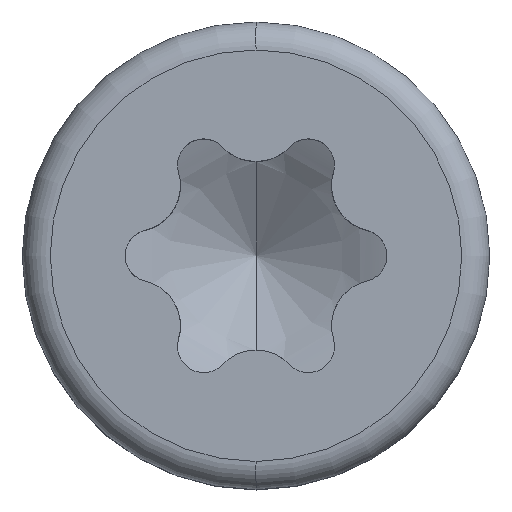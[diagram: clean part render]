
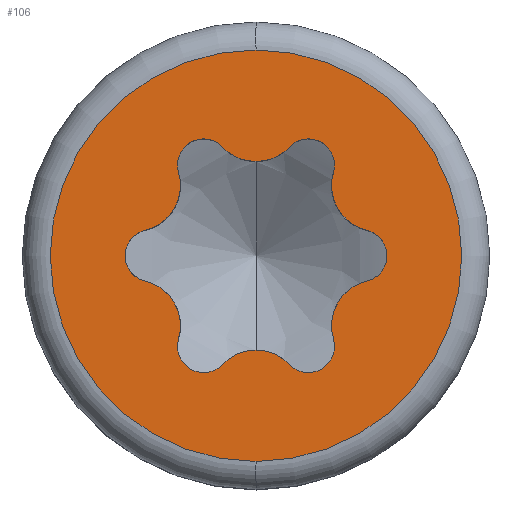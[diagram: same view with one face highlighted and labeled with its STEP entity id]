
A CAD part, top view. The second image highlights one B-rep face of the part: STEP entity #106.
In plain terms, the highlighted planar face has unit normal (0, 0, 1).
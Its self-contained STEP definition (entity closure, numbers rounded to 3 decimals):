
#106=ADVANCED_FACE('',(#209,#210),#211,.F.);
#209=FACE_OUTER_BOUND('',#306,.T.);
#210=FACE_BOUND('',#307,.T.);
#211=PLANE('',#308);
#306=EDGE_LOOP('',(#543,#544));
#307=EDGE_LOOP('',(#545,#546,#547,#548,#549,#550,#551,#552,#553,#554,#555,#556,#557,#558,#559,#560,#561,#562));
#308=AXIS2_PLACEMENT_3D('',#563,#564,#565);
#543=ORIENTED_EDGE('',*,*,#685,.F.);
#544=ORIENTED_EDGE('',*,*,#591,.F.);
#545=ORIENTED_EDGE('',*,*,#683,.F.);
#546=ORIENTED_EDGE('',*,*,#680,.F.);
#547=ORIENTED_EDGE('',*,*,#677,.T.);
#548=ORIENTED_EDGE('',*,*,#598,.T.);
#549=ORIENTED_EDGE('',*,*,#675,.F.);
#550=ORIENTED_EDGE('',*,*,#603,.F.);
#551=ORIENTED_EDGE('',*,*,#673,.T.);
#552=ORIENTED_EDGE('',*,*,#608,.T.);
#553=ORIENTED_EDGE('',*,*,#671,.F.);
#554=ORIENTED_EDGE('',*,*,#668,.T.);
#555=ORIENTED_EDGE('',*,*,#665,.F.);
#556=ORIENTED_EDGE('',*,*,#611,.F.);
#557=ORIENTED_EDGE('',*,*,#663,.F.);
#558=ORIENTED_EDGE('',*,*,#616,.F.);
#559=ORIENTED_EDGE('',*,*,#661,.F.);
#560=ORIENTED_EDGE('',*,*,#621,.F.);
#561=ORIENTED_EDGE('',*,*,#659,.F.);
#562=ORIENTED_EDGE('',*,*,#656,.F.);
#563=CARTESIAN_POINT('',(5.,5.0,16.0));
#564=DIRECTION('',(0.,0.,-1.0));
#565=DIRECTION('',(1.0,0.,0.0));
#591=EDGE_CURVE('',#699,#701,#702,.T.);
#598=EDGE_CURVE('',#707,#711,#713,.T.);
#603=EDGE_CURVE('',#720,#716,#722,.T.);
#608=EDGE_CURVE('',#725,#729,#731,.T.);
#611=EDGE_CURVE('',#733,#736,#737,.T.);
#616=EDGE_CURVE('',#742,#745,#746,.T.);
#621=EDGE_CURVE('',#751,#754,#755,.T.);
#656=EDGE_CURVE('',#804,#806,#807,.T.);
#659=EDGE_CURVE('',#806,#751,#810,.T.);
#661=EDGE_CURVE('',#754,#742,#812,.T.);
#663=EDGE_CURVE('',#745,#733,#814,.T.);
#665=EDGE_CURVE('',#736,#816,#817,.T.);
#668=EDGE_CURVE('',#820,#816,#821,.T.);
#671=EDGE_CURVE('',#820,#729,#824,.T.);
#673=EDGE_CURVE('',#720,#725,#826,.T.);
#675=EDGE_CURVE('',#716,#711,#828,.T.);
#677=EDGE_CURVE('',#830,#707,#831,.T.);
#680=EDGE_CURVE('',#830,#834,#835,.T.);
#683=EDGE_CURVE('',#834,#804,#838,.T.);
#685=EDGE_CURVE('',#701,#699,#840,.T.);
#699=VERTEX_POINT('',#856);
#701=VERTEX_POINT('',#858);
#702=CIRCLE('',#859,4.4);
#707=VERTEX_POINT('',#864);
#711=VERTEX_POINT('',#896);
#713=CIRCLE('',#899,0.56);
#716=VERTEX_POINT('',#902);
#720=VERTEX_POINT('',#925);
#722=CIRCLE('',#928,0.98);
#725=VERTEX_POINT('',#931);
#729=VERTEX_POINT('',#963);
#731=CIRCLE('',#966,0.56);
#733=VERTEX_POINT('',#968);
#736=VERTEX_POINT('',#972);
#737=CIRCLE('',#973,0.56);
#742=VERTEX_POINT('',#1006);
#745=VERTEX_POINT('',#1010);
#746=CIRCLE('',#1011,0.98);
#751=VERTEX_POINT('',#1035);
#754=VERTEX_POINT('',#1039);
#755=CIRCLE('',#1040,0.56);
#804=VERTEX_POINT('',#1391);
#806=VERTEX_POINT('',#1394);
#807=CIRCLE('',#1395,0.98);
#810=CIRCLE('',#1399,0.56);
#812=CIRCLE('',#1401,0.98);
#814=CIRCLE('',#1403,0.56);
#816=VERTEX_POINT('',#1405);
#817=CIRCLE('',#1406,0.98);
#820=VERTEX_POINT('',#1410);
#821=CIRCLE('',#1411,0.56);
#824=CIRCLE('',#1415,0.98);
#826=CIRCLE('',#1417,0.56);
#828=CIRCLE('',#1419,0.98);
#830=VERTEX_POINT('',#1421);
#831=CIRCLE('',#1422,0.56);
#834=VERTEX_POINT('',#1426);
#835=CIRCLE('',#1427,0.98);
#838=CIRCLE('',#1431,0.56);
#840=CIRCLE('',#1433,4.4);
#856=CARTESIAN_POINT('',(5.,9.4,16.0));
#858=CARTESIAN_POINT('',(5.,0.6,16.0));
#859=AXIS2_PLACEMENT_3D('',#1448,#1449,#1450);
#864=CARTESIAN_POINT('',(6.12,2.5,16.0));
#896=CARTESIAN_POINT('',(5.713,2.676,16.0));
#899=AXIS2_PLACEMENT_3D('',#1459,#1460,#1461);
#902=CARTESIAN_POINT('',(5.,2.983,16.0));
#925=CARTESIAN_POINT('',(4.287,2.676,16.0));
#928=AXIS2_PLACEMENT_3D('',#1464,#1465,#1466);
#931=CARTESIAN_POINT('',(3.88,2.5,16.0));
#963=CARTESIAN_POINT('',(3.344,3.221,16.0));
#966=AXIS2_PLACEMENT_3D('',#1469,#1470,#1471);
#968=CARTESIAN_POINT('',(3.88,7.5,16.0));
#972=CARTESIAN_POINT('',(3.344,6.779,16.0));
#973=AXIS2_PLACEMENT_3D('',#1473,#1474,#1475);
#1006=CARTESIAN_POINT('',(5.,7.017,16.0));
#1010=CARTESIAN_POINT('',(4.287,7.324,16.0));
#1011=AXIS2_PLACEMENT_3D('',#1478,#1479,#1480);
#1035=CARTESIAN_POINT('',(6.12,7.5,16.0));
#1039=CARTESIAN_POINT('',(5.713,7.324,16.0));
#1040=AXIS2_PLACEMENT_3D('',#1483,#1484,#1485);
#1391=CARTESIAN_POINT('',(7.369,5.545,16.0));
#1394=CARTESIAN_POINT('',(6.656,6.779,16.0));
#1395=AXIS2_PLACEMENT_3D('',#1516,#1517,#1518);
#1399=AXIS2_PLACEMENT_3D('',#1520,#1521,#1522);
#1401=AXIS2_PLACEMENT_3D('',#1523,#1524,#1525);
#1403=AXIS2_PLACEMENT_3D('',#1526,#1527,#1528);
#1405=CARTESIAN_POINT('',(2.631,5.545,16.0));
#1406=AXIS2_PLACEMENT_3D('',#1529,#1530,#1531);
#1410=CARTESIAN_POINT('',(2.631,4.455,16.0));
#1411=AXIS2_PLACEMENT_3D('',#1533,#1534,#1535);
#1415=AXIS2_PLACEMENT_3D('',#1537,#1538,#1539);
#1417=AXIS2_PLACEMENT_3D('',#1540,#1541,#1542);
#1419=AXIS2_PLACEMENT_3D('',#1543,#1544,#1545);
#1421=CARTESIAN_POINT('',(6.656,3.221,16.0));
#1422=AXIS2_PLACEMENT_3D('',#1546,#1547,#1548);
#1426=CARTESIAN_POINT('',(7.369,4.455,16.0));
#1427=AXIS2_PLACEMENT_3D('',#1550,#1551,#1552);
#1431=AXIS2_PLACEMENT_3D('',#1554,#1555,#1556);
#1433=AXIS2_PLACEMENT_3D('',#1557,#1558,#1559);
#1448=CARTESIAN_POINT('',(5.,5.0,16.0));
#1449=DIRECTION('',(0.,0.0,-1.0));
#1450=DIRECTION('',(0.0,-1.0,0.0));
#1459=CARTESIAN_POINT('',(6.12,3.06,16.0));
#1460=DIRECTION('',(0.0,0.0,-1.0));
#1461=DIRECTION('',(-1.0,0.0,0.0));
#1464=CARTESIAN_POINT('',(5.,2.003,16.0));
#1465=DIRECTION('',(0.,0.0,-1.0));
#1466=DIRECTION('',(-1.0,0.0,0.));
#1469=CARTESIAN_POINT('',(3.88,3.06,16.0));
#1470=DIRECTION('',(0.0,0.0,-1.0));
#1471=DIRECTION('',(-1.0,0.0,0.0));
#1473=CARTESIAN_POINT('',(3.88,6.94,16.0));
#1474=DIRECTION('',(0.0,0.0,1.0));
#1475=DIRECTION('',(-1.0,0.0,0.0));
#1478=CARTESIAN_POINT('',(5.,7.997,16.0));
#1479=DIRECTION('',(0.,0.0,-1.0));
#1480=DIRECTION('',(-1.0,0.0,0.));
#1483=CARTESIAN_POINT('',(6.12,6.94,16.0));
#1484=DIRECTION('',(0.0,0.0,1.0));
#1485=DIRECTION('',(-1.0,0.0,0.0));
#1516=CARTESIAN_POINT('',(7.595,6.498,16.0));
#1517=DIRECTION('',(0.,0.0,-1.0));
#1518=DIRECTION('',(-1.0,0.0,0.));
#1520=CARTESIAN_POINT('',(6.12,6.94,16.0));
#1521=DIRECTION('',(0.0,0.0,1.0));
#1522=DIRECTION('',(-1.0,0.0,0.0));
#1523=CARTESIAN_POINT('',(5.,7.997,16.0));
#1524=DIRECTION('',(0.,0.0,-1.0));
#1525=DIRECTION('',(-1.0,0.0,0.));
#1526=CARTESIAN_POINT('',(3.88,6.94,16.0));
#1527=DIRECTION('',(0.0,0.0,1.0));
#1528=DIRECTION('',(-1.0,0.0,0.0));
#1529=CARTESIAN_POINT('',(2.405,6.498,16.0));
#1530=DIRECTION('',(0.,0.0,-1.0));
#1531=DIRECTION('',(-1.0,0.0,0.));
#1533=CARTESIAN_POINT('',(2.76,5.0,16.0));
#1534=DIRECTION('',(0.0,0.0,-1.0));
#1535=DIRECTION('',(-1.0,0.0,0.0));
#1537=CARTESIAN_POINT('',(2.405,3.502,16.0));
#1538=DIRECTION('',(0.,0.0,-1.0));
#1539=DIRECTION('',(-1.0,0.0,0.));
#1540=CARTESIAN_POINT('',(3.88,3.06,16.0));
#1541=DIRECTION('',(0.0,0.0,-1.0));
#1542=DIRECTION('',(-1.0,0.0,0.0));
#1543=CARTESIAN_POINT('',(5.,2.003,16.0));
#1544=DIRECTION('',(0.,0.0,-1.0));
#1545=DIRECTION('',(-1.0,0.0,0.));
#1546=CARTESIAN_POINT('',(6.12,3.06,16.0));
#1547=DIRECTION('',(0.0,0.0,-1.0));
#1548=DIRECTION('',(-1.0,0.0,0.0));
#1550=CARTESIAN_POINT('',(7.595,3.502,16.0));
#1551=DIRECTION('',(0.,0.0,-1.0));
#1552=DIRECTION('',(-1.0,0.0,0.));
#1554=CARTESIAN_POINT('',(7.24,5.0,16.0));
#1555=DIRECTION('',(0.0,0.0,1.0));
#1556=DIRECTION('',(-1.0,0.0,0.0));
#1557=CARTESIAN_POINT('',(5.,5.0,16.0));
#1558=DIRECTION('',(0.,0.0,-1.0));
#1559=DIRECTION('',(0.0,-1.0,0.0));
